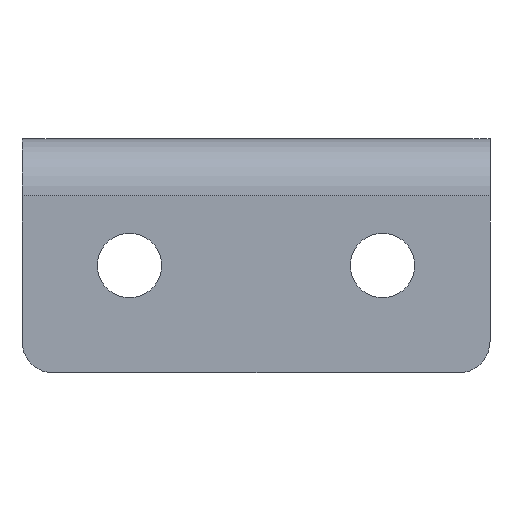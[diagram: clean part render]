
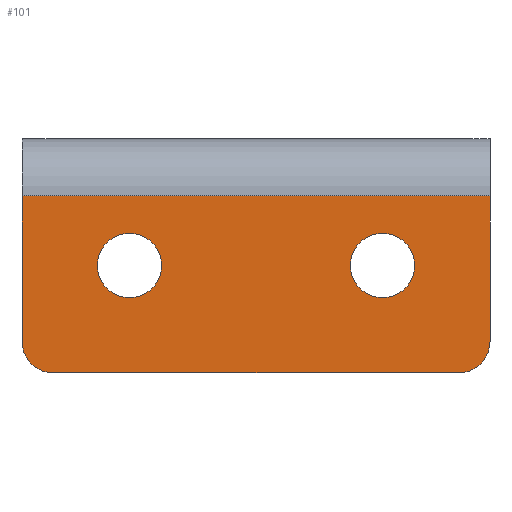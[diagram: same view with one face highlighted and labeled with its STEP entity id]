
A CAD part, front view. The second image highlights one B-rep face of the part: STEP entity #101.
In plain terms, the highlighted planar face has unit normal (0, -1, 0).
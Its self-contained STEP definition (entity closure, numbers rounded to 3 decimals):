
#6 = VERTEX_POINT ( 'NONE', #401 ) ;
#26 = EDGE_LOOP ( 'NONE', ( #130, #452 ) ) ;
#36 = CARTESIAN_POINT ( 'NONE',  ( 37., 0., -16. ) ) ;
#37 = DIRECTION ( 'NONE',  ( 0., 0., 1. ) ) ;
#58 = EDGE_LOOP ( 'NONE', ( #342, #233, #365, #417, #67, #705 ) ) ;
#67 = ORIENTED_EDGE ( 'NONE', *, *, #274, .F. ) ;
#72 = DIRECTION ( 'NONE',  ( 0., 1., 0. ) ) ;
#78 = CARTESIAN_POINT ( 'NONE',  ( 37., 0., -4.5 ) ) ;
#88 = CIRCLE ( 'NONE', #834, 2.55 ) ;
#89 = DIRECTION ( 'NONE',  ( 0., 0., 1. ) ) ;
#101 = ADVANCED_FACE ( 'NONE', ( #259, #499, #792 ), #492, .F. ) ;
#102 = DIRECTION ( 'NONE',  ( 0., 1., 0. ) ) ;
#119 = DIRECTION ( 'NONE',  ( 0., 0., 1. ) ) ;
#121 = CARTESIAN_POINT ( 'NONE',  ( 0., 0., -16. ) ) ;
#126 = DIRECTION ( 'NONE',  ( 0., 0., -1. ) ) ;
#130 = ORIENTED_EDGE ( 'NONE', *, *, #591, .T. ) ;
#132 = CARTESIAN_POINT ( 'NONE',  ( 34.5, 0., -18.5 ) ) ;
#137 = EDGE_CURVE ( 'NONE', #564, #140, #197, .T. ) ;
#138 = VERTEX_POINT ( 'NONE', #802 ) ;
#140 = VERTEX_POINT ( 'NONE', #121 ) ;
#141 = VECTOR ( 'NONE', #847, 1000. ) ;
#142 = CARTESIAN_POINT ( 'NONE',  ( 2.5, 0., -18.5 ) ) ;
#144 = CARTESIAN_POINT ( 'NONE',  ( 37., 0., -4.5 ) ) ;
#146 = CARTESIAN_POINT ( 'NONE',  ( 37., 0., 0. ) ) ;
#156 = CARTESIAN_POINT ( 'NONE',  ( 28.5, 0., -10. ) ) ;
#175 = VERTEX_POINT ( 'NONE', #708 ) ;
#197 = LINE ( 'NONE', #214, #141 ) ;
#201 = EDGE_CURVE ( 'NONE', #6, #204, #602, .T. ) ;
#203 = LINE ( 'NONE', #740, #618 ) ;
#204 = VERTEX_POINT ( 'NONE', #496 ) ;
#214 = CARTESIAN_POINT ( 'NONE',  ( 0., 0., 0. ) ) ;
#223 = EDGE_CURVE ( 'NONE', #675, #513, #601, .T. ) ;
#231 = DIRECTION ( 'NONE',  ( 0., -1., 0. ) ) ;
#233 = ORIENTED_EDGE ( 'NONE', *, *, #622, .T. ) ;
#236 = EDGE_LOOP ( 'NONE', ( #395, #524 ) ) ;
#239 = CARTESIAN_POINT ( 'NONE',  ( 0., 0., -4.5 ) ) ;
#251 = CARTESIAN_POINT ( 'NONE',  ( 34.5, 0., -16. ) ) ;
#259 = FACE_BOUND ( 'NONE', #26, .T. ) ;
#266 = VECTOR ( 'NONE', #500, 1000. ) ;
#274 = EDGE_CURVE ( 'NONE', #463, #513, #339, .T. ) ;
#280 = CARTESIAN_POINT ( 'NONE',  ( 37., 0., 0. ) ) ;
#330 = CIRCLE ( 'NONE', #639, 2.5 ) ;
#334 = AXIS2_PLACEMENT_3D ( 'NONE', #434, #72, #614 ) ;
#339 = LINE ( 'NONE', #146, #347 ) ;
#342 = ORIENTED_EDGE ( 'NONE', *, *, #137, .T. ) ;
#347 = VECTOR ( 'NONE', #126, 1000. ) ;
#349 = EDGE_CURVE ( 'NONE', #138, #175, #88, .T. ) ;
#365 = ORIENTED_EDGE ( 'NONE', *, *, #584, .F. ) ;
#382 = LINE ( 'NONE', #78, #266 ) ;
#383 = CARTESIAN_POINT ( 'NONE',  ( 8.5, 0., -10. ) ) ;
#384 = EDGE_CURVE ( 'NONE', #463, #564, #382, .T. ) ;
#395 = ORIENTED_EDGE ( 'NONE', *, *, #711, .T. ) ;
#401 = CARTESIAN_POINT ( 'NONE',  ( 8.5, 0., -12.55 ) ) ;
#410 = DIRECTION ( 'NONE',  ( 0., 0., 1. ) ) ;
#412 = CARTESIAN_POINT ( 'NONE',  ( 28.5, 0., -10. ) ) ;
#417 = ORIENTED_EDGE ( 'NONE', *, *, #223, .T. ) ;
#434 = CARTESIAN_POINT ( 'NONE',  ( 8.5, 0., -10. ) ) ;
#452 = ORIENTED_EDGE ( 'NONE', *, *, #349, .T. ) ;
#460 = DIRECTION ( 'NONE',  ( 0., 1., 0. ) ) ;
#463 = VERTEX_POINT ( 'NONE', #144 ) ;
#474 = VERTEX_POINT ( 'NONE', #142 ) ;
#492 = PLANE ( 'NONE',  #699 ) ;
#496 = CARTESIAN_POINT ( 'NONE',  ( 8.5, 0., -7.45 ) ) ;
#499 = FACE_BOUND ( 'NONE', #236, .T. ) ;
#500 = DIRECTION ( 'NONE',  ( -1., 0., 0. ) ) ;
#513 = VERTEX_POINT ( 'NONE', #36 ) ;
#524 = ORIENTED_EDGE ( 'NONE', *, *, #201, .T. ) ;
#555 = CIRCLE ( 'NONE', #724, 2.55 ) ;
#564 = VERTEX_POINT ( 'NONE', #239 ) ;
#584 = EDGE_CURVE ( 'NONE', #675, #474, #203, .T. ) ;
#591 = EDGE_CURVE ( 'NONE', #175, #138, #682, .T. ) ;
#597 = DIRECTION ( 'NONE',  ( 0., -1., 0. ) ) ;
#601 = CIRCLE ( 'NONE', #635, 2.5 ) ;
#602 = CIRCLE ( 'NONE', #334, 2.55 ) ;
#604 = DIRECTION ( 'NONE',  ( 0., 0., 1. ) ) ;
#614 = DIRECTION ( 'NONE',  ( 0., 0., 1. ) ) ;
#618 = VECTOR ( 'NONE', #796, 1000. ) ;
#622 = EDGE_CURVE ( 'NONE', #140, #474, #330, .T. ) ;
#635 = AXIS2_PLACEMENT_3D ( 'NONE', #251, #231, #604 ) ;
#639 = AXIS2_PLACEMENT_3D ( 'NONE', #746, #597, #119 ) ;
#645 = DIRECTION ( 'NONE',  ( 0., 1., 0. ) ) ;
#675 = VERTEX_POINT ( 'NONE', #132 ) ;
#682 = CIRCLE ( 'NONE', #755, 2.55 ) ;
#699 = AXIS2_PLACEMENT_3D ( 'NONE', #280, #460, #410 ) ;
#705 = ORIENTED_EDGE ( 'NONE', *, *, #384, .T. ) ;
#708 = CARTESIAN_POINT ( 'NONE',  ( 28.5, 0., -7.45 ) ) ;
#711 = EDGE_CURVE ( 'NONE', #204, #6, #555, .T. ) ;
#713 = DIRECTION ( 'NONE',  ( 0., 0., 1. ) ) ;
#724 = AXIS2_PLACEMENT_3D ( 'NONE', #383, #645, #37 ) ;
#740 = CARTESIAN_POINT ( 'NONE',  ( 37., 0., -18.5 ) ) ;
#746 = CARTESIAN_POINT ( 'NONE',  ( 2.5, 0., -16. ) ) ;
#755 = AXIS2_PLACEMENT_3D ( 'NONE', #412, #760, #713 ) ;
#760 = DIRECTION ( 'NONE',  ( 0., 1., 0. ) ) ;
#792 = FACE_OUTER_BOUND ( 'NONE', #58, .T. ) ;
#796 = DIRECTION ( 'NONE',  ( -1., 0., 0. ) ) ;
#802 = CARTESIAN_POINT ( 'NONE',  ( 28.5, 0., -12.55 ) ) ;
#834 = AXIS2_PLACEMENT_3D ( 'NONE', #156, #102, #89 ) ;
#847 = DIRECTION ( 'NONE',  ( 0., 0., -1. ) ) ;
